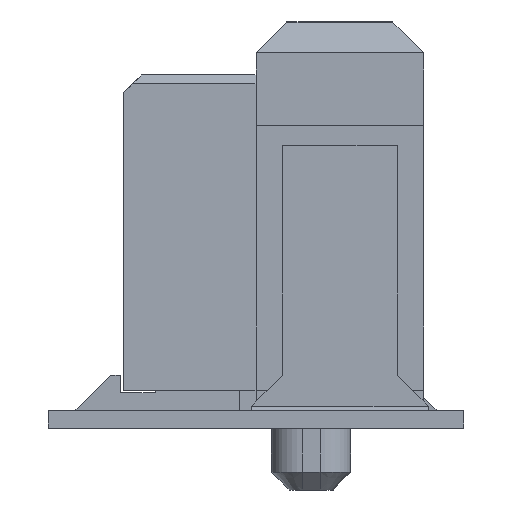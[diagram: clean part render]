
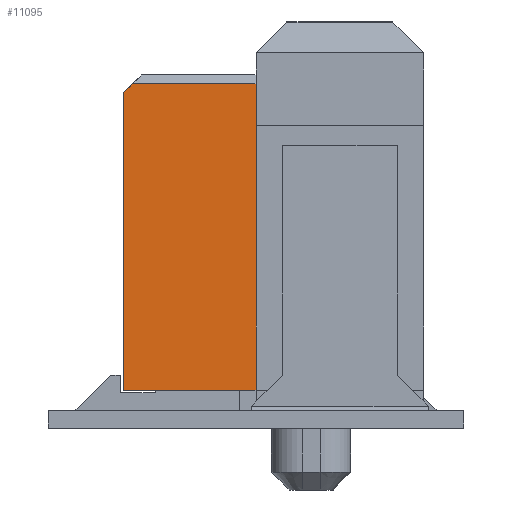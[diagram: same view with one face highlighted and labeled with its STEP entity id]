
A CAD part, left-side view. The second image highlights one B-rep face of the part: STEP entity #11095.
In plain terms, the highlighted planar face has unit normal (-1, 0, 0).
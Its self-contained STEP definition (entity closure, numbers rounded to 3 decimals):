
#1633=CARTESIAN_POINT('',(-10.25,1.5,0.43));
#1634=VERTEX_POINT('',#1633);
#1635=CARTESIAN_POINT('',(-10.25,1.5,3.8));
#1636=VERTEX_POINT('',#1635);
#1637=CARTESIAN_POINT('',(-10.25,1.5,0.43));
#1638=DIRECTION('',(0.0,0.0,1.0));
#1639=VECTOR('',#1638,3.37);
#1640=LINE('',#1637,#1639);
#1641=EDGE_CURVE('',#1634,#1636,#1640,.T.);
#10241=CARTESIAN_POINT('',(-10.25,1.4,3.9));
#10242=VERTEX_POINT('',#10241);
#10251=CARTESIAN_POINT('',(-10.25,0.,3.9));
#10252=VERTEX_POINT('',#10251);
#10253=CARTESIAN_POINT('',(-10.25,0.,3.9));
#10254=DIRECTION('',(0.0,1.0,0.0));
#10255=VECTOR('',#10254,1.4);
#10256=LINE('',#10253,#10255);
#10257=EDGE_CURVE('',#10252,#10242,#10256,.T.);
#10321=CARTESIAN_POINT('',(-10.25,1.4,3.9));
#10322=DIRECTION('',(0.0,0.707,-0.707));
#10323=VECTOR('',#10322,0.141);
#10324=LINE('',#10321,#10323);
#10325=EDGE_CURVE('',#10242,#1636,#10324,.T.);
#10686=CARTESIAN_POINT('',(-10.25,0.,0.43));
#10687=VERTEX_POINT('',#10686);
#10711=CARTESIAN_POINT('',(-10.25,0.,0.43));
#10712=DIRECTION('',(0.0,0.0,1.0));
#10713=VECTOR('',#10712,3.47);
#10714=LINE('',#10711,#10713);
#10715=EDGE_CURVE('',#10687,#10252,#10714,.T.);
#11078=CARTESIAN_POINT('',(-10.25,1.575,-0.09));
#11079=DIRECTION('',(-1.0,0.0,0.0));
#11080=DIRECTION('',(0.0,-1.0,0.0));
#11081=AXIS2_PLACEMENT_3D('',#11078,#11079,#11080);
#11082=PLANE('',#11081);
#11083=CARTESIAN_POINT('',(-10.25,1.5,0.43));
#11084=DIRECTION('',(0.0,-1.0,0.0));
#11085=VECTOR('',#11084,1.5);
#11086=LINE('',#11083,#11085);
#11087=EDGE_CURVE('',#1634,#10687,#11086,.T.);
#11088=ORIENTED_EDGE('',*,*,#11087,.T.);
#11089=ORIENTED_EDGE('',*,*,#10715,.T.);
#11090=ORIENTED_EDGE('',*,*,#10257,.T.);
#11091=ORIENTED_EDGE('',*,*,#10325,.T.);
#11092=ORIENTED_EDGE('',*,*,#1641,.F.);
#11093=EDGE_LOOP('',(#11088,#11089,#11090,#11091,#11092));
#11094=FACE_OUTER_BOUND('',#11093,.T.);
#11095=ADVANCED_FACE('',(#11094),#11082,.T.);
